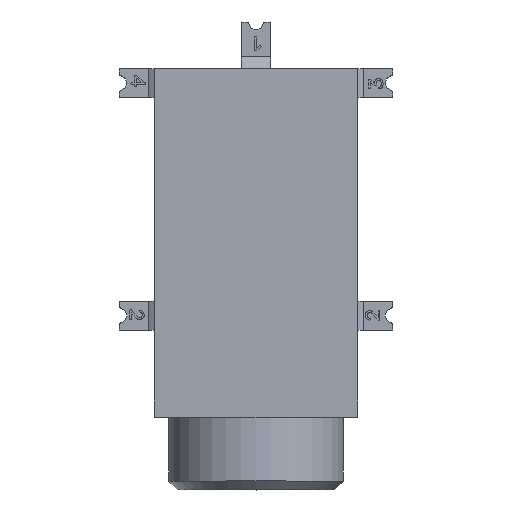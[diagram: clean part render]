
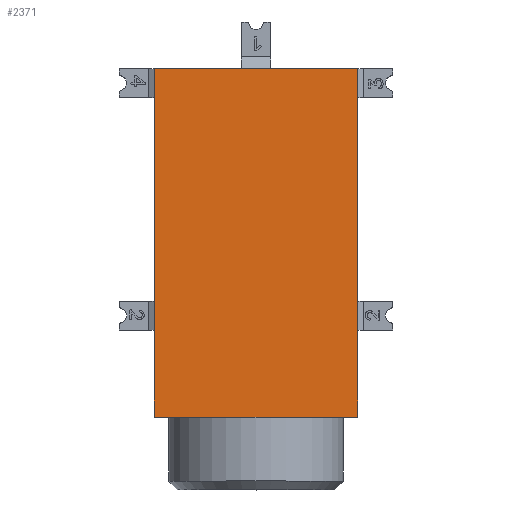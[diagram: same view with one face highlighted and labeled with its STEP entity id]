
A CAD part, top view. The second image highlights one B-rep face of the part: STEP entity #2371.
In plain terms, the highlighted planar face has unit normal (0, 0, 1).
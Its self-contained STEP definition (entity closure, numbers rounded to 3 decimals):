
#179=LINE('',#3661,#339);
#200=LINE('',#3709,#360);
#202=LINE('',#3712,#362);
#203=LINE('',#3714,#363);
#204=LINE('',#3716,#364);
#339=VECTOR('',#2796,1000.);
#360=VECTOR('',#2843,1000.);
#362=VECTOR('',#2847,1000.);
#363=VECTOR('',#2848,1000.);
#364=VECTOR('',#2849,1000.);
#696=ORIENTED_EDGE('',*,*,#1028,.F.);
#697=ORIENTED_EDGE('',*,*,#1051,.F.);
#698=ORIENTED_EDGE('',*,*,#1053,.T.);
#699=ORIENTED_EDGE('',*,*,#1054,.T.);
#700=ORIENTED_EDGE('',*,*,#1055,.F.);
#1028=EDGE_CURVE('',#1234,#1233,#179,.T.);
#1051=EDGE_CURVE('',#1247,#1234,#200,.T.);
#1053=EDGE_CURVE('',#1247,#1248,#202,.T.);
#1054=EDGE_CURVE('',#1248,#1249,#203,.T.);
#1055=EDGE_CURVE('',#1233,#1249,#204,.T.);
#1233=VERTEX_POINT('',#3658);
#1234=VERTEX_POINT('',#3662);
#1247=VERTEX_POINT('',#3708);
#1248=VERTEX_POINT('',#3713);
#1249=VERTEX_POINT('',#3715);
#1403=EDGE_LOOP('',(#696,#697,#698,#699,#700));
#1521=FACE_BOUND('',#1403,.T.);
#1604=PLANE('',#2514);
#2371=ADVANCED_FACE('',(#1521),#1604,.T.);
#2514=AXIS2_PLACEMENT_3D('',#3711,#2845,#2846);
#2796=DIRECTION('',(-1.,0.,0.));
#2843=DIRECTION('',(0.,-1.,0.));
#2845=DIRECTION('',(0.,0.,1.));
#2846=DIRECTION('',(1.,0.,0.));
#2847=DIRECTION('',(-1.,0.,0.));
#2848=DIRECTION('',(0.,-1.,0.));
#2849=DIRECTION('',(-1.,0.,0.));
#3658=CARTESIAN_POINT('',(0.,0.,6.));
#3661=CARTESIAN_POINT('',(3.5,0.,6.));
#3662=CARTESIAN_POINT('',(3.5,0.,6.));
#3708=CARTESIAN_POINT('',(3.5,12.,6.));
#3709=CARTESIAN_POINT('',(3.5,12.,6.));
#3711=CARTESIAN_POINT('',(3.5,12.,6.));
#3712=CARTESIAN_POINT('',(3.5,12.,6.));
#3713=CARTESIAN_POINT('',(-3.5,12.,6.));
#3714=CARTESIAN_POINT('',(-3.5,12.,6.));
#3715=CARTESIAN_POINT('',(-3.5,0.,6.));
#3716=CARTESIAN_POINT('',(3.5,0.,6.));
